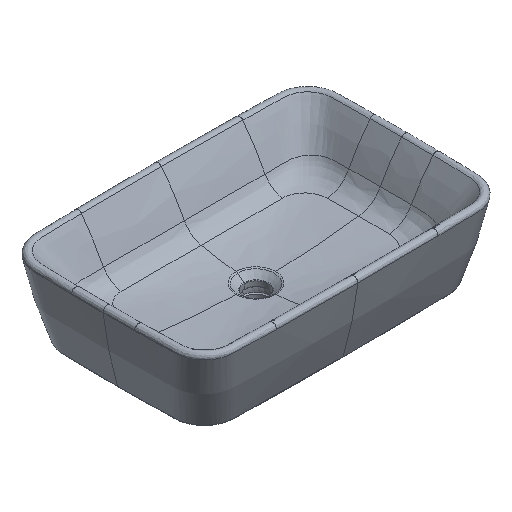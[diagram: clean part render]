
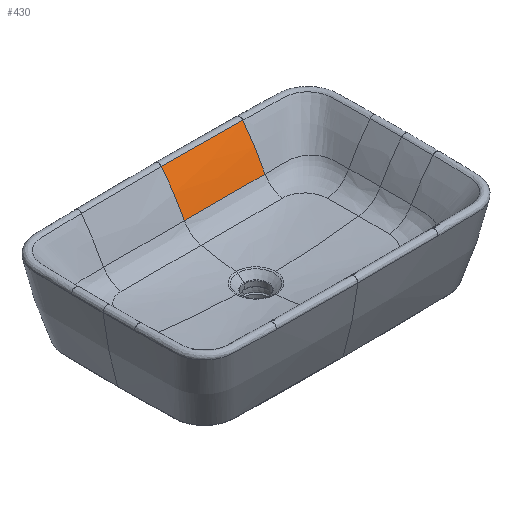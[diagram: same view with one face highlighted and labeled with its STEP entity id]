
A CAD part, isometric view. The second image highlights one B-rep face of the part: STEP entity #430.
In plain terms, the highlighted free-form (B-spline) face has degree [3, 3] with [5, 7] control points.
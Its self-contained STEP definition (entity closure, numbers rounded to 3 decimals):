
#143=B_SPLINE_SURFACE_WITH_KNOTS('',3,3,((#30507,#30508,#30509,#30510,#30511,
#30512,#30513),(#30514,#30515,#30516,#30517,#30518,#30519,#30520),(#30521,
#30522,#30523,#30524,#30525,#30526,#30527),(#30528,#30529,#30530,#30531,
#30532,#30533,#30534),(#30535,#30536,#30537,#30538,#30539,#30540,#30541)),
 .UNSPECIFIED.,.F.,.F.,.F.,(4,1,4),(4,1,1,1,4),(0.,0.5,1.),(0.,0.25,0.5,
0.75,1.),.UNSPECIFIED.);
#430=ADVANCED_FACE('',(#1522),#143,.F.);
#1522=FACE_OUTER_BOUND('',#2187,.T.);
#2187=EDGE_LOOP('',(#3600,#3601,#3602,#3603));
#3600=ORIENTED_EDGE('',*,*,#7510,.F.);
#3601=ORIENTED_EDGE('',*,*,#7512,.T.);
#3602=ORIENTED_EDGE('',*,*,#7294,.F.);
#3603=ORIENTED_EDGE('',*,*,#7511,.T.);
#6364=VERTEX_POINT('',#18693);
#6365=VERTEX_POINT('',#18781);
#6511=VERTEX_POINT('',#25339);
#6524=VERTEX_POINT('',#29285);
#7294=EDGE_CURVE('',#6364,#6365,#8843,.T.);
#7510=EDGE_CURVE('',#6524,#6511,#9021,.T.);
#7511=EDGE_CURVE('',#6364,#6511,#9022,.T.);
#7512=EDGE_CURVE('',#6524,#6365,#9023,.T.);
#8843=B_SPLINE_CURVE_WITH_KNOTS('',3,(#18774,#18775,#18776,#18777,#18778,
#18779,#18780),.UNSPECIFIED.,.F.,.F.,(4,1,1,1,4),(0.,0.25,0.5,0.75,1.),
 .UNSPECIFIED.);
#9021=B_SPLINE_CURVE_WITH_KNOTS('',3,(#29286,#29287,#29288,#29289,#29290,
#29291,#29292,#29293,#29294,#29295,#29296,#29297,#29298,#29299),
 .UNSPECIFIED.,.F.,.F.,(4,1,1,1,1,1,2,1,1,1,4),(0.,0.01,
0.02,0.04,0.08,0.16,
0.32,0.48,0.64,0.96,1.),
 .UNSPECIFIED.);
#9022=B_SPLINE_CURVE_WITH_KNOTS('',3,(#30434,#30435,#30436,#30437),
 .UNSPECIFIED.,.F.,.F.,(4,4),(0.,1.),.UNSPECIFIED.);
#9023=B_SPLINE_CURVE_WITH_KNOTS('',3,(#30502,#30503,#30504,#30505,#30506),
 .UNSPECIFIED.,.F.,.F.,(4,1,4),(0.,0.5,1.),.UNSPECIFIED.);
#18693=CARTESIAN_POINT('',(0.,140.021,-72.348));
#18774=CARTESIAN_POINT('',(0.,130.257,-93.));
#18775=CARTESIAN_POINT('',(0.,133.736,-85.063));
#18776=CARTESIAN_POINT('',(0.,141.217,-69.396));
#18777=CARTESIAN_POINT('',(0.,154.064,-46.462));
#18778=CARTESIAN_POINT('',(0.,168.558,-24.194));
#18779=CARTESIAN_POINT('',(0.,179.248,-9.935));
#18780=CARTESIAN_POINT('',(0.,184.831,-2.988));
#18781=CARTESIAN_POINT('',(0.,184.831,-2.988));
#25339=CARTESIAN_POINT('',(157.807,139.962,-72.415));
#29285=CARTESIAN_POINT('',(157.812,183.433,-2.985));
#29286=CARTESIAN_POINT('',(157.822,183.433,-2.984));
#29287=CARTESIAN_POINT('',(157.819,183.263,-3.195));
#29288=CARTESIAN_POINT('',(157.814,182.925,-3.617));
#29289=CARTESIAN_POINT('',(157.805,182.253,-4.463));
#29290=CARTESIAN_POINT('',(157.789,181.085,-5.953));
#29291=CARTESIAN_POINT('',(157.765,178.789,-8.962));
#29292=CARTESIAN_POINT('',(157.736,174.339,-15.091));
#29293=CARTESIAN_POINT('',(157.74,170.738,-20.506));
#29294=CARTESIAN_POINT('',(157.758,166.064,-27.826));
#29295=CARTESIAN_POINT('',(157.789,161.518,-35.248));
#29296=CARTESIAN_POINT('',(157.846,152.653,-50.356));
#29297=CARTESIAN_POINT('',(157.821,145.389,-62.748));
#29298=CARTESIAN_POINT('',(157.806,140.501,-71.447));
#29299=CARTESIAN_POINT('',(157.804,139.96,-72.415));
#30434=CARTESIAN_POINT('',(0.,140.021,-72.348));
#30435=CARTESIAN_POINT('',(52.601,140.021,-72.348));
#30436=CARTESIAN_POINT('',(105.207,140.14,-72.387));
#30437=CARTESIAN_POINT('',(157.809,139.965,-72.415));
#30502=CARTESIAN_POINT('',(157.802,183.433,-2.984));
#30503=CARTESIAN_POINT('',(131.504,183.888,-2.991));
#30504=CARTESIAN_POINT('',(78.905,184.587,-2.993));
#30505=CARTESIAN_POINT('',(26.302,184.831,-2.988));
#30506=CARTESIAN_POINT('',(0.,184.831,-2.988));
#30507=CARTESIAN_POINT('',(0.,184.831,-2.988));
#30508=CARTESIAN_POINT('',(0.,179.248,-9.935));
#30509=CARTESIAN_POINT('',(0.,168.558,-24.194));
#30510=CARTESIAN_POINT('',(0.,154.064,-46.462));
#30511=CARTESIAN_POINT('',(0.,141.217,-69.396));
#30512=CARTESIAN_POINT('',(0.,133.736,-85.063));
#30513=CARTESIAN_POINT('',(0.,130.257,-93.));
#30514=CARTESIAN_POINT('',(26.302,184.831,-2.988));
#30515=CARTESIAN_POINT('',(26.288,179.239,-9.946));
#30516=CARTESIAN_POINT('',(26.287,168.551,-24.205));
#30517=CARTESIAN_POINT('',(26.309,154.067,-46.457));
#30518=CARTESIAN_POINT('',(26.302,141.218,-69.394));
#30519=CARTESIAN_POINT('',(26.298,133.735,-85.066));
#30520=CARTESIAN_POINT('',(26.303,130.257,-93.));
#30521=CARTESIAN_POINT('',(78.905,184.587,-2.993));
#30522=CARTESIAN_POINT('',(78.866,179.019,-9.912));
#30523=CARTESIAN_POINT('',(78.862,168.516,-24.171));
#30524=CARTESIAN_POINT('',(78.927,154.32,-46.479));
#30525=CARTESIAN_POINT('',(78.905,141.353,-69.391));
#30526=CARTESIAN_POINT('',(78.895,133.642,-85.059));
#30527=CARTESIAN_POINT('',(78.908,130.048,-93.));
#30528=CARTESIAN_POINT('',(131.504,183.888,-2.991));
#30529=CARTESIAN_POINT('',(131.439,178.41,-9.798));
#30530=CARTESIAN_POINT('',(131.434,168.31,-24.064));
#30531=CARTESIAN_POINT('',(131.546,154.711,-46.543));
#30532=CARTESIAN_POINT('',(131.51,141.489,-69.403));
#30533=CARTESIAN_POINT('',(131.49,133.274,-85.051));
#30534=CARTESIAN_POINT('',(131.511,129.421,-93.));
#30535=CARTESIAN_POINT('',(157.802,183.433,-2.984));
#30536=CARTESIAN_POINT('',(157.724,177.995,-9.726));
#30537=CARTESIAN_POINT('',(157.719,168.116,-24.));
#30538=CARTESIAN_POINT('',(157.857,154.871,-46.581));
#30539=CARTESIAN_POINT('',(157.813,141.496,-69.398));
#30540=CARTESIAN_POINT('',(157.787,132.995,-85.037));
#30541=CARTESIAN_POINT('',(157.81,129.003,-93.));
